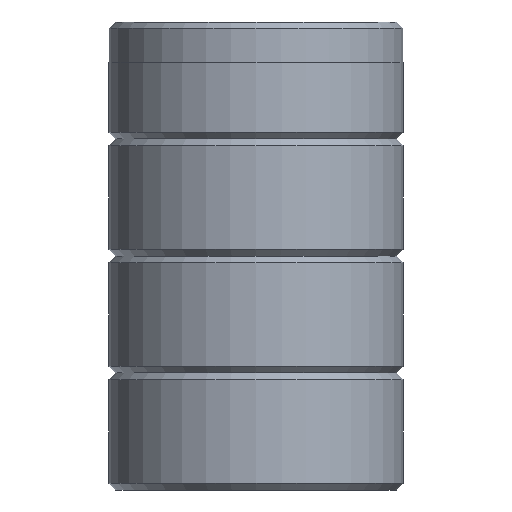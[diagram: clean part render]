
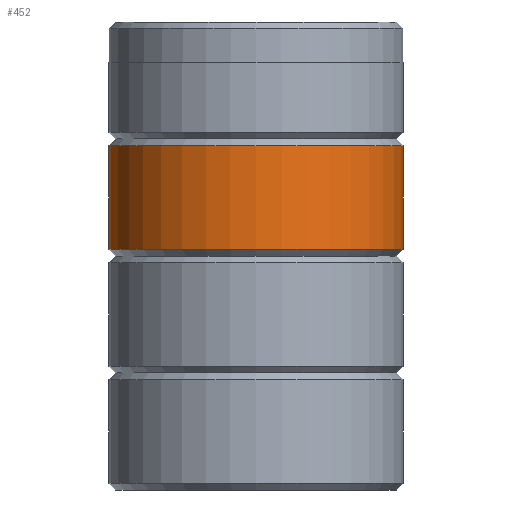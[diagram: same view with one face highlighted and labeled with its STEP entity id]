
A CAD part, front view. The second image highlights one B-rep face of the part: STEP entity #452.
In plain terms, the highlighted cylindrical face has radius 11 mm (diameter 22 mm), a partial arc.
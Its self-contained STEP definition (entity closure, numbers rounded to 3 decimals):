
#36 = EDGE_LOOP ( 'NONE', ( #1744, #589, #1802, #1034 ) ) ;
#111 = VECTOR ( 'NONE', #592, 1000. ) ;
#265 = VERTEX_POINT ( 'NONE', #672 ) ;
#401 = DIRECTION ( 'NONE',  ( 0., 0., -1. ) ) ;
#430 = CARTESIAN_POINT ( 'NONE',  ( -11., 0., 35. ) ) ;
#452 = ADVANCED_FACE ( 'NONE', ( #1421 ), #955, .T. ) ;
#514 = VERTEX_POINT ( 'NONE', #1136 ) ;
#566 = CARTESIAN_POINT ( 'NONE',  ( 11., 0., 35. ) ) ;
#589 = ORIENTED_EDGE ( 'NONE', *, *, #613, .T. ) ;
#592 = DIRECTION ( 'NONE',  ( 0., 0., -1. ) ) ;
#613 = EDGE_CURVE ( 'NONE', #265, #775, #1500, .T. ) ;
#672 = CARTESIAN_POINT ( 'NONE',  ( 11., 0., 25.75 ) ) ;
#685 = EDGE_CURVE ( 'NONE', #775, #1274, #1738, .T. ) ;
#761 = DIRECTION ( 'NONE',  ( 0., 0., -1. ) ) ;
#775 = VERTEX_POINT ( 'NONE', #1011 ) ;
#784 = EDGE_CURVE ( 'NONE', #265, #514, #1703, .T. ) ;
#803 = EDGE_CURVE ( 'NONE', #514, #1274, #1528, .T. ) ;
#863 = AXIS2_PLACEMENT_3D ( 'NONE', #1661, #761, #1806 ) ;
#872 = DIRECTION ( 'NONE',  ( 0., 0., -1. ) ) ;
#874 = CARTESIAN_POINT ( 'NONE',  ( -11., 0., 18. ) ) ;
#955 = CYLINDRICAL_SURFACE ( 'NONE', #863, 11. ) ;
#1011 = CARTESIAN_POINT ( 'NONE',  ( -11., 0., 25.75 ) ) ;
#1034 = ORIENTED_EDGE ( 'NONE', *, *, #803, .F. ) ;
#1136 = CARTESIAN_POINT ( 'NONE',  ( 11., 0., 18. ) ) ;
#1274 = VERTEX_POINT ( 'NONE', #874 ) ;
#1323 = CARTESIAN_POINT ( 'NONE',  ( 0., 0., 25.75 ) ) ;
#1421 = FACE_OUTER_BOUND ( 'NONE', #36, .T. ) ;
#1487 = DIRECTION ( 'NONE',  ( -1., 0., 0. ) ) ;
#1500 = CIRCLE ( 'NONE', #1868, 11. ) ;
#1528 = CIRCLE ( 'NONE', #1742, 11. ) ;
#1567 = VECTOR ( 'NONE', #1916, 1000. ) ;
#1661 = CARTESIAN_POINT ( 'NONE',  ( 0., 0., 35. ) ) ;
#1703 = LINE ( 'NONE', #566, #1567 ) ;
#1738 = LINE ( 'NONE', #430, #111 ) ;
#1742 = AXIS2_PLACEMENT_3D ( 'NONE', #1787, #872, #1929 ) ;
#1744 = ORIENTED_EDGE ( 'NONE', *, *, #784, .F. ) ;
#1787 = CARTESIAN_POINT ( 'NONE',  ( 0., 0., 18. ) ) ;
#1802 = ORIENTED_EDGE ( 'NONE', *, *, #685, .T. ) ;
#1806 = DIRECTION ( 'NONE',  ( -1., 0., 0. ) ) ;
#1868 = AXIS2_PLACEMENT_3D ( 'NONE', #1323, #401, #1487 ) ;
#1916 = DIRECTION ( 'NONE',  ( 0., 0., -1. ) ) ;
#1929 = DIRECTION ( 'NONE',  ( -1., 0., 0. ) ) ;
